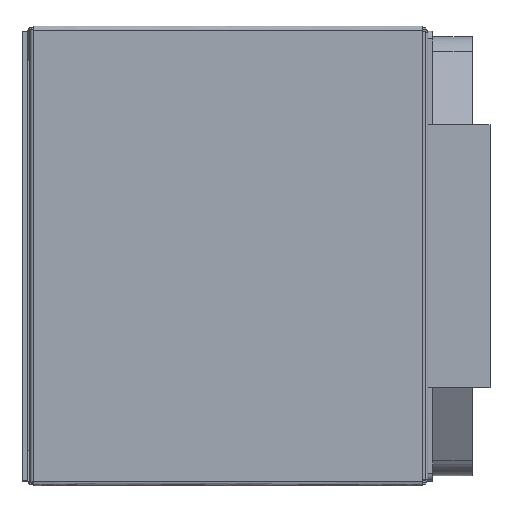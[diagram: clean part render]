
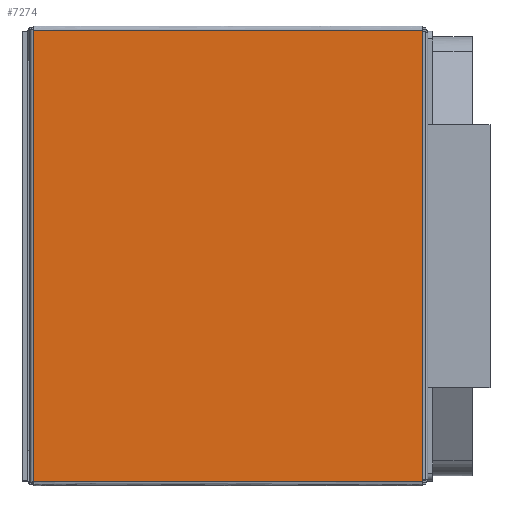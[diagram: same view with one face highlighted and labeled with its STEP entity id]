
A CAD part, top view. The second image highlights one B-rep face of the part: STEP entity #7274.
In plain terms, the highlighted free-form (B-spline) face has degree [1, 1] with [2, 2] control points.
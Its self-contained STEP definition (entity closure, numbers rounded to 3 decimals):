
#6516 = VERTEX_POINT('',#6517);
#6517 = CARTESIAN_POINT('',(-117.422,123.504,
    86.061));
#6527 = EDGE_CURVE('',#6528,#6516,#6530,.T.);
#6528 = VERTEX_POINT('',#6529);
#6529 = CARTESIAN_POINT('',(95.252,123.504,
    86.061));
#6530 = B_SPLINE_CURVE_WITH_KNOTS('',1,(#6531,#6532),.UNSPECIFIED.,.F.,
  .F.,(2,2),(-11.846,3.896),.PIECEWISE_BEZIER_KNOTS.);
#6531 = CARTESIAN_POINT('',(95.252,123.504,
    86.061));
#6532 = CARTESIAN_POINT('',(-117.422,123.504,
    86.061));
#6760 = VERTEX_POINT('',#6761);
#6761 = CARTESIAN_POINT('',(95.252,-123.504,
    86.061));
#6767 = EDGE_CURVE('',#6768,#6760,#6770,.T.);
#6768 = VERTEX_POINT('',#6769);
#6769 = CARTESIAN_POINT('',(-117.422,-123.504,
    86.061));
#6770 = B_SPLINE_CURVE_WITH_KNOTS('',1,(#6771,#6772),.UNSPECIFIED.,.F.,
  .F.,(2,2),(-11.766,3.975),.PIECEWISE_BEZIER_KNOTS.);
#6771 = CARTESIAN_POINT('',(-117.422,-123.504,
    86.061));
#6772 = CARTESIAN_POINT('',(95.252,-123.504,
    86.061));
#7013 = EDGE_CURVE('',#6516,#6768,#7014,.T.);
#7014 = B_SPLINE_CURVE_WITH_KNOTS('',1,(#7015,#7016),.UNSPECIFIED.,.F.,
  .F.,(2,2),(-13.712,4.571),.PIECEWISE_BEZIER_KNOTS.);
#7015 = CARTESIAN_POINT('',(-117.422,123.504,
    86.061));
#7016 = CARTESIAN_POINT('',(-117.422,-123.504,
    86.061));
#7263 = EDGE_CURVE('',#6760,#6528,#7264,.T.);
#7264 = B_SPLINE_CURVE_WITH_KNOTS('',1,(#7265,#7266),.UNSPECIFIED.,.F.,
  .F.,(2,2),(0.159,18.441),.PIECEWISE_BEZIER_KNOTS.);
#7265 = CARTESIAN_POINT('',(95.252,-123.504,
    86.061));
#7266 = CARTESIAN_POINT('',(95.252,123.504,
    86.061));
#7274 = ADVANCED_FACE('',(#7275),#7281,.T.);
#7275 = FACE_BOUND('',#7276,.T.);
#7276 = EDGE_LOOP('',(#7277,#7278,#7279,#7280));
#7277 = ORIENTED_EDGE('',*,*,#6527,.T.);
#7278 = ORIENTED_EDGE('',*,*,#7013,.T.);
#7279 = ORIENTED_EDGE('',*,*,#6767,.T.);
#7280 = ORIENTED_EDGE('',*,*,#7263,.T.);
#7281 = B_SPLINE_SURFACE_WITH_KNOTS('',1,1,(
    (#7282,#7283)
    ,(#7284,#7285
    )),.UNSPECIFIED.,.F.,.F.,.F.,(2,2),(2,2),(-7.792,7.951),(
    -9.142,9.142),.PIECEWISE_BEZIER_KNOTS.);
#7282 = CARTESIAN_POINT('',(-117.436,-123.517,
    86.061));
#7283 = CARTESIAN_POINT('',(-117.436,123.517,
    86.061));
#7284 = CARTESIAN_POINT('',(95.265,-123.517,
    86.061));
#7285 = CARTESIAN_POINT('',(95.265,123.517,
    86.061));
